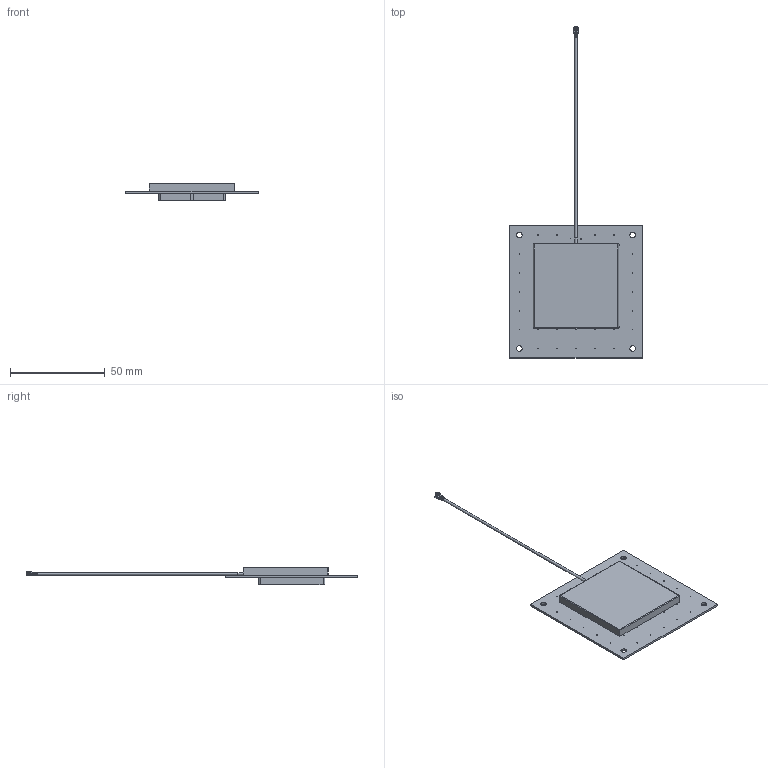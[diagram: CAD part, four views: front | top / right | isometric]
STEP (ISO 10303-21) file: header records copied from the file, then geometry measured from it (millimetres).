
FILE_DESCRIPTION (( 'STEP AP214' ), '1' );
FILE_NAME ('AHP5354A.07.0100C_Web.STEP', '2024-09-26T09:00:39', ( '' ), ( '' ), 'SwSTEP 2.0', 'SolidWorks 2022', '' );
FILE_SCHEMA (( 'AUTOMOTIVE_DESIGN' ));
Length unit declared in the file: millimetre
Products named in the file (1): AHP5354A.07.0100C_Web
Bounding box: 70 x 175.61 x 9.32 mm (x, y, z)
Surface area: 16865.1 mm2 (no closed solid volume)
Topology: 0 solids, 41 shells, 239 faces, 1737 edges, 1519 vertices
Faces by surface type: plane 132, cylinder 75, bspline 20, cone 12
Full cylindrical faces by diameter (mm): 0.3 x25, 0.48 x2, 0.88 x1, 0.9 x2, 1.13 x1, 1.2 x1, 1.37 x1, 2.4 x1, 3 x4
Entity records: 20880 total; most frequent: CARTESIAN_POINT 5527, DIRECTION 2322, ORIENTED_EDGE 2022, EDGE_CURVE 1696, VERTEX_POINT 1518, LINE 868, VECTOR 868, AXIS2_PLACEMENT_3D 727
